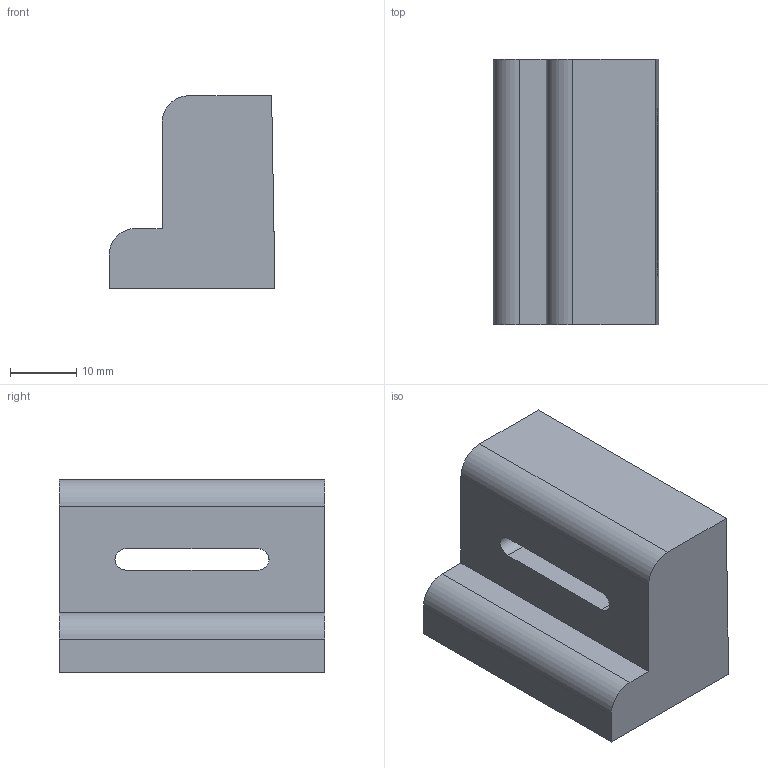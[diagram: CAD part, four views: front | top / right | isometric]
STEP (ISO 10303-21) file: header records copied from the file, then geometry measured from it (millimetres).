
FILE_DESCRIPTION(('FreeCAD Model'),'2;1');
FILE_NAME('Open CASCADE Shape Model','1974-01-01T00:00:00',(''),(''), 'Open CASCADE STEP processor 7.7','FreeCAD','Unknown');
FILE_SCHEMA(('AUTOMOTIVE_DESIGN { 1 0 10303 214 1 1 1 1 }'));
Length unit declared in the file: millimetre
Products named in the file (1): k1_rail_mount_step
Bounding box: 25 x 40 x 29 mm (x, y, z)
Volume: 20592.3 mm3; surface area: 6092.3 mm2
Topology: 1 solids, 1 shells, 22 faces, 50 edges, 32 vertices
Faces by surface type: plane 14, cylinder 6, bspline 2
Full cylindrical faces by diameter (mm): 4.5 x2
Entity records: 675 total; most frequent: CARTESIAN_POINT 174, ORIENTED_EDGE 100, DIRECTION 95, EDGE_CURVE 50, LINE 33, VECTOR 33, VERTEX_POINT 32, AXIS2_PLACEMENT_3D 31
